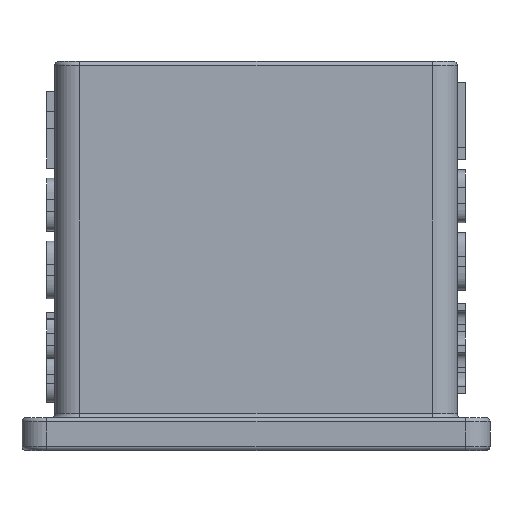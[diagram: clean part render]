
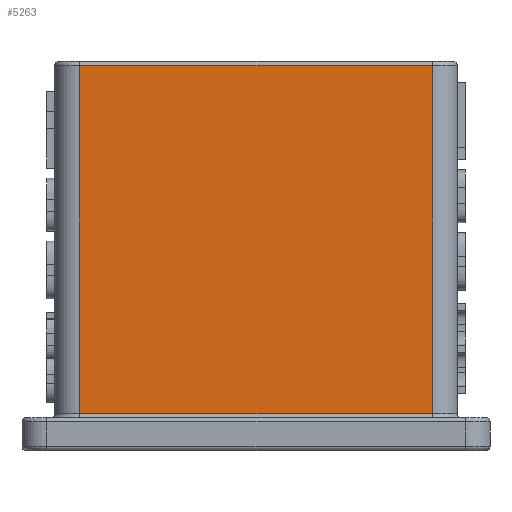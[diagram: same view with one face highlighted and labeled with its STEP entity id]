
A CAD part, left-side view. The second image highlights one B-rep face of the part: STEP entity #5263.
In plain terms, the highlighted planar face has unit normal (-1, 0, 0).
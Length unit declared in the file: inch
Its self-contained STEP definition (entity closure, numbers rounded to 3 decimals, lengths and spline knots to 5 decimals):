
#10 = CARTESIAN_POINT ( 'NONE',  ( -0.1985, 0.419, -0.433 ) ) ;
#82 = DIRECTION ( 'NONE',  ( 0., 0., 1. ) ) ;
#84 = DIRECTION ( 'NONE',  ( 0., 1., 0. ) ) ;
#203 = CARTESIAN_POINT ( 'NONE',  ( -0.1985, -0.01, -0.433 ) ) ;
#469 = DIRECTION ( 'NONE',  ( 0., -1., 0. ) ) ;
#572 = CARTESIAN_POINT ( 'NONE',  ( -0.1985, -0.01, -0.428 ) ) ;
#711 = EDGE_CURVE ( 'NONE', #3432, #3467, #4996, .T. ) ;
#879 = EDGE_CURVE ( 'NONE', #3158, #3198, #4981, .T. ) ;
#886 = EDGE_CURVE ( 'NONE', #3467, #3158, #4783, .T. ) ;
#1003 = EDGE_CURVE ( 'NONE', #3198, #3432, #2784, .T. ) ;
#1283 = FACE_OUTER_BOUND ( 'NONE', #4036, .T. ) ;
#2076 = CARTESIAN_POINT ( 'NONE',  ( -0.1985, -0.01, -0.428 ) ) ;
#2157 = CARTESIAN_POINT ( 'NONE',  ( -0.1985, 0.419, -0.005 ) ) ;
#2198 = CARTESIAN_POINT ( 'NONE',  ( -0.1985, 0.419, -0.428 ) ) ;
#2277 = CARTESIAN_POINT ( 'NONE',  ( -0.1985, -0.01, -0.005 ) ) ;
#2784 = LINE ( 'NONE', #10, #2884 ) ;
#2884 = VECTOR ( 'NONE', #6337, 39.37008 ) ;
#3158 = VERTEX_POINT ( 'NONE', #2277 ) ;
#3198 = VERTEX_POINT ( 'NONE', #2157 ) ;
#3432 = VERTEX_POINT ( 'NONE', #2198 ) ;
#3467 = VERTEX_POINT ( 'NONE', #2076 ) ;
#4036 = EDGE_LOOP ( 'NONE', ( #4162, #4068, #4107, #4100 ) ) ;
#4068 = ORIENTED_EDGE ( 'NONE', *, *, #711, .T. ) ;
#4100 = ORIENTED_EDGE ( 'NONE', *, *, #879, .T. ) ;
#4107 = ORIENTED_EDGE ( 'NONE', *, *, #886, .T. ) ;
#4162 = ORIENTED_EDGE ( 'NONE', *, *, #1003, .T. ) ;
#4675 = VECTOR ( 'NONE', #84, 39.37008 ) ;
#4683 = VECTOR ( 'NONE', #469, 39.37008 ) ;
#4768 = VECTOR ( 'NONE', #82, 39.37008 ) ;
#4783 = LINE ( 'NONE', #203, #4768 ) ;
#4981 = LINE ( 'NONE', #6582, #4675 ) ;
#4996 = LINE ( 'NONE', #572, #4683 ) ;
#5263 = ADVANCED_FACE ( 'NONE', ( #1283 ), #5313, .T. ) ;
#5313 = PLANE ( 'NONE',  #6148 ) ;
#5771 = CARTESIAN_POINT ( 'NONE',  ( -0.1985, -0.04, -0.433 ) ) ;
#5861 = DIRECTION ( 'NONE',  ( 0., 0., 1. ) ) ;
#5933 = DIRECTION ( 'NONE',  ( -1., 0., 0. ) ) ;
#6148 = AXIS2_PLACEMENT_3D ( 'NONE', #5771, #5933, #5861 ) ;
#6337 = DIRECTION ( 'NONE',  ( 0., 0., -1. ) ) ;
#6582 = CARTESIAN_POINT ( 'NONE',  ( -0.1985, -0.04, -0.005 ) ) ;
